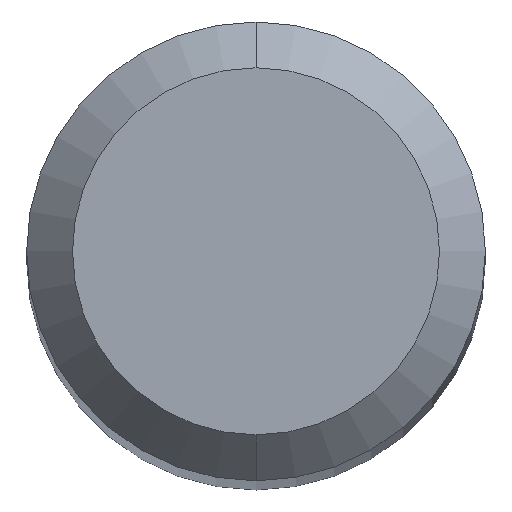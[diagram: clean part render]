
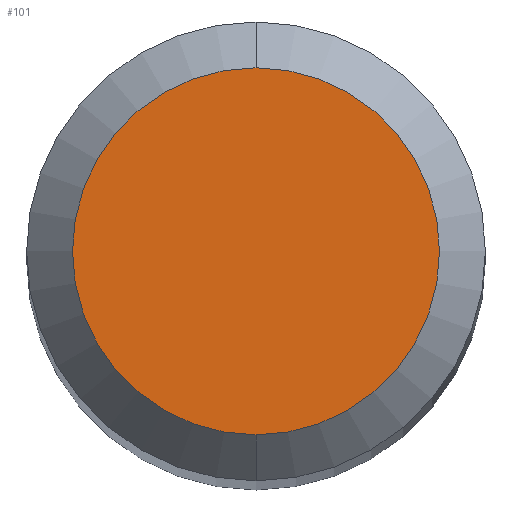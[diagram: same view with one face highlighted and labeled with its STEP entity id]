
A CAD part, top view. The second image highlights one B-rep face of the part: STEP entity #101.
In plain terms, the highlighted planar face has unit normal (0, 0, 1).
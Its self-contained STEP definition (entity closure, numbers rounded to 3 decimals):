
#101=ADVANCED_FACE('',(#252),#253,.T.);
#115=VERTEX_POINT('',#267);
#119=EDGE_CURVE('',#139,#115,#271,.T.);
#139=VERTEX_POINT('',#294);
#177=EDGE_CURVE('',#115,#139,#337,.T.);
#252=FACE_OUTER_BOUND('',#414,.T.);
#253=PLANE('',#415);
#267=CARTESIAN_POINT('',(0.0,1.2,0.0));
#271=CIRCLE('',#443,1.2);
#294=CARTESIAN_POINT('',(0.,-1.2,0.0));
#337=CIRCLE('',#521,1.2);
#414=EDGE_LOOP('',(#603,#604));
#415=AXIS2_PLACEMENT_3D('',#605,#606,#607);
#443=AXIS2_PLACEMENT_3D('',#620,#621,#622);
#521=AXIS2_PLACEMENT_3D('',#701,#702,#703);
#603=ORIENTED_EDGE('',*,*,#177,.F.);
#604=ORIENTED_EDGE('',*,*,#119,.F.);
#605=CARTESIAN_POINT('',(0.0,0.6,0.0));
#606=DIRECTION('',(-0.0,0.0,1.0));
#607=DIRECTION('',(0.0,-1.0,0.0));
#620=CARTESIAN_POINT('',(0.0,0.0,0.0));
#621=DIRECTION('',(0.0,0.0,-1.0));
#622=DIRECTION('',(0.0,1.0,0.0));
#701=CARTESIAN_POINT('',(0.0,0.0,0.0));
#702=DIRECTION('',(0.0,0.0,-1.0));
#703=DIRECTION('',(0.0,1.0,0.0));
